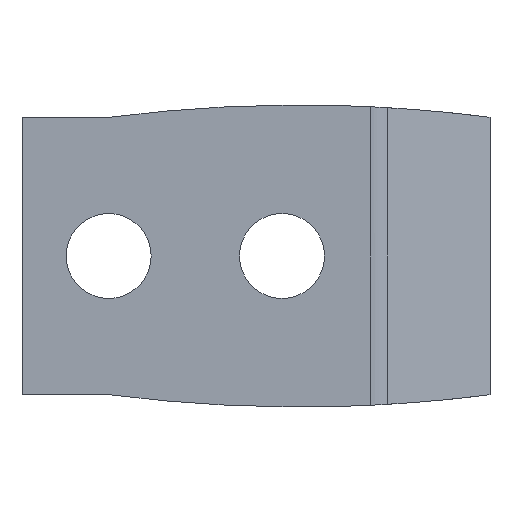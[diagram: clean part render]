
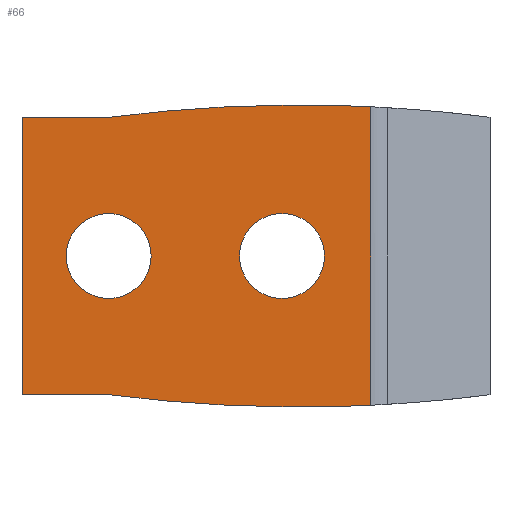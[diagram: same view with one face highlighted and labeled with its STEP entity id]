
A CAD part, front view. The second image highlights one B-rep face of the part: STEP entity #66.
In plain terms, the highlighted planar face has unit normal (0, -1, 0).
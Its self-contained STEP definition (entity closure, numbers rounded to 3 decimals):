
#66 = ADVANCED_FACE( '', ( #134, #135, #136 ), #137, .F. );
#134 = FACE_BOUND( '', #201, .T. );
#135 = FACE_BOUND( '', #202, .T. );
#136 = FACE_OUTER_BOUND( '', #203, .T. );
#137 = PLANE( '', #204 );
#201 = EDGE_LOOP( '', ( #333 ) );
#202 = EDGE_LOOP( '', ( #334 ) );
#203 = EDGE_LOOP( '', ( #335, #336, #337, #338, #339, #340, #341, #342, #343, #344 ) );
#204 = AXIS2_PLACEMENT_3D( '', #345, #346, #347 );
#333 = ORIENTED_EDGE( '', *, *, #440, .T. );
#334 = ORIENTED_EDGE( '', *, *, #427, .T. );
#335 = ORIENTED_EDGE( '', *, *, #389, .T. );
#336 = ORIENTED_EDGE( '', *, *, #441, .F. );
#337 = ORIENTED_EDGE( '', *, *, #442, .F. );
#338 = ORIENTED_EDGE( '', *, *, #414, .T. );
#339 = ORIENTED_EDGE( '', *, *, #418, .F. );
#340 = ORIENTED_EDGE( '', *, *, #397, .F. );
#341 = ORIENTED_EDGE( '', *, *, #438, .F. );
#342 = ORIENTED_EDGE( '', *, *, #424, .F. );
#343 = ORIENTED_EDGE( '', *, *, #435, .F. );
#344 = ORIENTED_EDGE( '', *, *, #443, .F. );
#345 = CARTESIAN_POINT( '', ( 0., 0., 8.7 ) );
#346 = DIRECTION( '', ( 0., 1., 0. ) );
#347 = DIRECTION( '', ( 0., 0., 1. ) );
#389 = EDGE_CURVE( '', #456, #454, #457, .T. );
#397 = EDGE_CURVE( '', #469, #470, #471, .T. );
#414 = EDGE_CURVE( '', #500, #501, #502, .T. );
#418 = EDGE_CURVE( '', #470, #501, #506, .T. );
#424 = EDGE_CURVE( '', #512, #514, #515, .T. );
#427 = EDGE_CURVE( '', #518, #518, #519, .T. );
#435 = EDGE_CURVE( '', #527, #512, #529, .T. );
#438 = EDGE_CURVE( '', #514, #469, #532, .T. );
#440 = EDGE_CURVE( '', #534, #534, #535, .T. );
#441 = EDGE_CURVE( '', #536, #454, #537, .T. );
#442 = EDGE_CURVE( '', #500, #536, #538, .T. );
#443 = EDGE_CURVE( '', #456, #527, #539, .T. );
#454 = VERTEX_POINT( '', #551 );
#456 = VERTEX_POINT( '', #554 );
#457 = LINE( '', #555, #556 );
#469 = VERTEX_POINT( '', #571 );
#470 = VERTEX_POINT( '', #572 );
#471 = LINE( '', #573, #574 );
#500 = VERTEX_POINT( '', #619 );
#501 = VERTEX_POINT( '', #620 );
#502 = LINE( '', #621, #622 );
#506 = CIRCLE( '', #628, 86.07 );
#512 = VERTEX_POINT( '', #639 );
#514 = VERTEX_POINT( '', #642 );
#515 = LINE( '', #643, #644 );
#518 = VERTEX_POINT( '', #648 );
#519 = CIRCLE( '', #649, 2.45 );
#527 = VERTEX_POINT( '', #658 );
#529 = CIRCLE( '', #661, 86.07 );
#532 = CIRCLE( '', #669, 86.07 );
#534 = VERTEX_POINT( '', #671 );
#535 = CIRCLE( '', #672, 2.45 );
#536 = VERTEX_POINT( '', #673 );
#537 = LINE( '', #674, #675 );
#538 = CIRCLE( '', #676, 86.07 );
#539 = LINE( '', #677, #678 );
#551 = CARTESIAN_POINT( '', ( 0., 0., -8. ) );
#554 = CARTESIAN_POINT( '', ( 0., 0., 8. ) );
#555 = CARTESIAN_POINT( '', ( 0., 0., 8.7 ) );
#556 = VECTOR( '', #688, 1000. );
#571 = CARTESIAN_POINT( '', ( 20.123, 0., 8.607 ) );
#572 = CARTESIAN_POINT( '', ( 20.123, 0., -8.607 ) );
#573 = CARTESIAN_POINT( '', ( 20.123, 0., 8.7 ) );
#574 = VECTOR( '', #698, 1000. );
#619 = CARTESIAN_POINT( '', ( 15., 0., -8.7 ) );
#620 = CARTESIAN_POINT( '', ( 17., 0., -8.7 ) );
#621 = CARTESIAN_POINT( '', ( 0., 0., -8.7 ) );
#622 = VECTOR( '', #723, 1000. );
#628 = AXIS2_PLACEMENT_3D( '', #726, #727, #728 );
#639 = CARTESIAN_POINT( '', ( 15., 0., 8.7 ) );
#642 = CARTESIAN_POINT( '', ( 17., 0., 8.7 ) );
#643 = CARTESIAN_POINT( '', ( 0., 0., 8.7 ) );
#644 = VECTOR( '', #736, 1000. );
#648 = CARTESIAN_POINT( '', ( 7.45, 0., 0. ) );
#649 = AXIS2_PLACEMENT_3D( '', #738, #739, #740 );
#658 = CARTESIAN_POINT( '', ( 5., 0., 8. ) );
#661 = AXIS2_PLACEMENT_3D( '', #749, #750, #751 );
#669 = AXIS2_PLACEMENT_3D( '', #752, #753, #754 );
#671 = CARTESIAN_POINT( '', ( 17.45, 0., 0. ) );
#672 = AXIS2_PLACEMENT_3D( '', #755, #756, #757 );
#673 = CARTESIAN_POINT( '', ( 5., 0., -8. ) );
#674 = CARTESIAN_POINT( '', ( 5., 0., -8. ) );
#675 = VECTOR( '', #758, 1000. );
#676 = AXIS2_PLACEMENT_3D( '', #759, #760, #761 );
#677 = CARTESIAN_POINT( '', ( 0., 0., 8. ) );
#678 = VECTOR( '', #762, 1000. );
#688 = DIRECTION( '', ( 0., 0., -1. ) );
#698 = DIRECTION( '', ( 0., 0., -1. ) );
#723 = DIRECTION( '', ( 1., 0., 0. ) );
#726 = CARTESIAN_POINT( '', ( 16., 0., 77.364 ) );
#727 = DIRECTION( '', ( 0., 1., 0. ) );
#728 = DIRECTION( '', ( 1., 0., 0. ) );
#736 = DIRECTION( '', ( 1., 0., 0. ) );
#738 = CARTESIAN_POINT( '', ( 5., 0., 0. ) );
#739 = DIRECTION( '', ( 0., 1., 0. ) );
#740 = DIRECTION( '', ( 1., 0., 0. ) );
#749 = CARTESIAN_POINT( '', ( 16., 0., -77.364 ) );
#750 = DIRECTION( '', ( 0., 1., 0. ) );
#751 = DIRECTION( '', ( 1., 0., 0. ) );
#752 = CARTESIAN_POINT( '', ( 16., 0., -77.364 ) );
#753 = DIRECTION( '', ( 0., 1., 0. ) );
#754 = DIRECTION( '', ( 1., 0., 0. ) );
#755 = CARTESIAN_POINT( '', ( 15., 0., 0. ) );
#756 = DIRECTION( '', ( 0., 1., 0. ) );
#757 = DIRECTION( '', ( 1., 0., 0. ) );
#758 = DIRECTION( '', ( -1., 0., 0. ) );
#759 = CARTESIAN_POINT( '', ( 16., 0., 77.364 ) );
#760 = DIRECTION( '', ( 0., 1., 0. ) );
#761 = DIRECTION( '', ( 1., 0., 0. ) );
#762 = DIRECTION( '', ( 1., 0., 0. ) );
